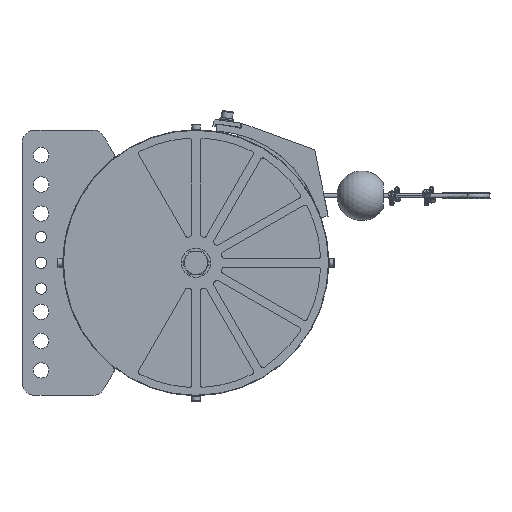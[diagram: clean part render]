
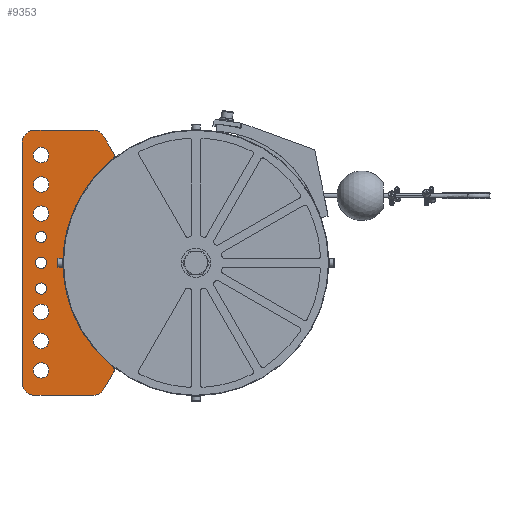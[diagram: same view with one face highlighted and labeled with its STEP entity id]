
A CAD part, left-side view. The second image highlights one B-rep face of the part: STEP entity #9353.
In plain terms, the highlighted planar face has unit normal (-1, 0, 0).
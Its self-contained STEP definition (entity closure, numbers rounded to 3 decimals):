
#483=PLANE('',#10709);
#659=FACE_BOUND('',#1757,.T.);
#660=FACE_BOUND('',#1758,.T.);
#661=FACE_BOUND('',#1759,.T.);
#662=FACE_BOUND('',#1760,.T.);
#663=FACE_BOUND('',#1761,.T.);
#664=FACE_BOUND('',#1762,.T.);
#665=FACE_BOUND('',#1763,.T.);
#666=FACE_BOUND('',#1764,.T.);
#667=FACE_BOUND('',#1765,.T.);
#1171=FACE_OUTER_BOUND('',#1756,.T.);
#1756=EDGE_LOOP('',(#7736,#7737,#7738,#7739,#7740,#7741,#7742,#7743,#7744,
#7745,#7746,#7747));
#1757=EDGE_LOOP('',(#7748));
#1758=EDGE_LOOP('',(#7749));
#1759=EDGE_LOOP('',(#7750));
#1760=EDGE_LOOP('',(#7751));
#1761=EDGE_LOOP('',(#7752));
#1762=EDGE_LOOP('',(#7753));
#1763=EDGE_LOOP('',(#7754));
#1764=EDGE_LOOP('',(#7755));
#1765=EDGE_LOOP('',(#7756));
#2347=LINE('',#16426,#2935);
#2353=LINE('',#16442,#2941);
#2359=LINE('',#16458,#2947);
#2365=LINE('',#16474,#2953);
#2371=LINE('',#16490,#2959);
#2935=VECTOR('',#12789,10.);
#2941=VECTOR('',#12807,10.);
#2947=VECTOR('',#12825,10.);
#2953=VECTOR('',#12843,10.);
#2959=VECTOR('',#12861,10.);
#3576=CIRCLE('',#10617,154.5);
#3580=CIRCLE('',#10641,5.);
#3582=CIRCLE('',#10647,15.);
#3584=CIRCLE('',#10653,15.);
#3586=CIRCLE('',#10659,15.);
#3588=CIRCLE('',#10665,15.);
#3590=CIRCLE('',#10671,5.);
#3591=CIRCLE('',#10673,9.);
#3592=CIRCLE('',#10675,9.);
#3593=CIRCLE('',#10677,9.);
#3594=CIRCLE('',#10679,9.);
#3595=CIRCLE('',#10681,9.);
#3596=CIRCLE('',#10683,9.);
#3597=CIRCLE('',#10685,6.5);
#3598=CIRCLE('',#10687,6.5);
#3599=CIRCLE('',#10689,6.5);
#4320=VERTEX_POINT('',#16100);
#4321=VERTEX_POINT('',#16102);
#4336=VERTEX_POINT('',#16416);
#4338=VERTEX_POINT('',#16424);
#4340=VERTEX_POINT('',#16432);
#4342=VERTEX_POINT('',#16440);
#4344=VERTEX_POINT('',#16448);
#4346=VERTEX_POINT('',#16456);
#4348=VERTEX_POINT('',#16464);
#4350=VERTEX_POINT('',#16472);
#4352=VERTEX_POINT('',#16480);
#4354=VERTEX_POINT('',#16488);
#4355=VERTEX_POINT('',#16496);
#4356=VERTEX_POINT('',#16500);
#4357=VERTEX_POINT('',#16504);
#4358=VERTEX_POINT('',#16508);
#4359=VERTEX_POINT('',#16512);
#4360=VERTEX_POINT('',#16516);
#4361=VERTEX_POINT('',#16520);
#4362=VERTEX_POINT('',#16524);
#4363=VERTEX_POINT('',#16528);
#5462=EDGE_CURVE('',#4320,#4321,#3576,.T.);
#5494=EDGE_CURVE('',#4320,#4336,#3580,.T.);
#5498=EDGE_CURVE('',#4336,#4338,#2347,.T.);
#5502=EDGE_CURVE('',#4338,#4340,#3582,.T.);
#5506=EDGE_CURVE('',#4340,#4342,#2353,.T.);
#5510=EDGE_CURVE('',#4342,#4344,#3584,.T.);
#5514=EDGE_CURVE('',#4344,#4346,#2359,.T.);
#5518=EDGE_CURVE('',#4346,#4348,#3586,.T.);
#5522=EDGE_CURVE('',#4348,#4350,#2365,.T.);
#5526=EDGE_CURVE('',#4350,#4352,#3588,.T.);
#5530=EDGE_CURVE('',#4352,#4354,#2371,.T.);
#5532=EDGE_CURVE('',#4354,#4321,#3590,.T.);
#5534=EDGE_CURVE('',#4355,#4355,#3591,.T.);
#5536=EDGE_CURVE('',#4356,#4356,#3592,.T.);
#5538=EDGE_CURVE('',#4357,#4357,#3593,.T.);
#5540=EDGE_CURVE('',#4358,#4358,#3594,.T.);
#5542=EDGE_CURVE('',#4359,#4359,#3595,.T.);
#5544=EDGE_CURVE('',#4360,#4360,#3596,.T.);
#5546=EDGE_CURVE('',#4361,#4361,#3597,.T.);
#5548=EDGE_CURVE('',#4362,#4362,#3598,.T.);
#5550=EDGE_CURVE('',#4363,#4363,#3599,.T.);
#7736=ORIENTED_EDGE('',*,*,#5494,.T.);
#7737=ORIENTED_EDGE('',*,*,#5498,.T.);
#7738=ORIENTED_EDGE('',*,*,#5502,.T.);
#7739=ORIENTED_EDGE('',*,*,#5506,.T.);
#7740=ORIENTED_EDGE('',*,*,#5510,.T.);
#7741=ORIENTED_EDGE('',*,*,#5514,.T.);
#7742=ORIENTED_EDGE('',*,*,#5518,.T.);
#7743=ORIENTED_EDGE('',*,*,#5522,.T.);
#7744=ORIENTED_EDGE('',*,*,#5526,.T.);
#7745=ORIENTED_EDGE('',*,*,#5530,.T.);
#7746=ORIENTED_EDGE('',*,*,#5532,.T.);
#7747=ORIENTED_EDGE('',*,*,#5462,.F.);
#7748=ORIENTED_EDGE('',*,*,#5534,.T.);
#7749=ORIENTED_EDGE('',*,*,#5536,.T.);
#7750=ORIENTED_EDGE('',*,*,#5538,.T.);
#7751=ORIENTED_EDGE('',*,*,#5540,.T.);
#7752=ORIENTED_EDGE('',*,*,#5542,.T.);
#7753=ORIENTED_EDGE('',*,*,#5544,.T.);
#7754=ORIENTED_EDGE('',*,*,#5546,.T.);
#7755=ORIENTED_EDGE('',*,*,#5548,.T.);
#7756=ORIENTED_EDGE('',*,*,#5550,.T.);
#9353=ADVANCED_FACE('',(#1171,#659,#660,#661,#662,#663,#664,#665,#666,#667),
#483,.F.);
#10617=AXIS2_PLACEMENT_3D('',#16103,#12715,#12716);
#10641=AXIS2_PLACEMENT_3D('',#16418,#12780,#12781);
#10647=AXIS2_PLACEMENT_3D('',#16434,#12798,#12799);
#10653=AXIS2_PLACEMENT_3D('',#16450,#12816,#12817);
#10659=AXIS2_PLACEMENT_3D('',#16466,#12834,#12835);
#10665=AXIS2_PLACEMENT_3D('',#16482,#12852,#12853);
#10671=AXIS2_PLACEMENT_3D('',#16494,#12868,#12869);
#10673=AXIS2_PLACEMENT_3D('',#16498,#12873,#12874);
#10675=AXIS2_PLACEMENT_3D('',#16502,#12878,#12879);
#10677=AXIS2_PLACEMENT_3D('',#16506,#12883,#12884);
#10679=AXIS2_PLACEMENT_3D('',#16510,#12888,#12889);
#10681=AXIS2_PLACEMENT_3D('',#16514,#12893,#12894);
#10683=AXIS2_PLACEMENT_3D('',#16518,#12898,#12899);
#10685=AXIS2_PLACEMENT_3D('',#16522,#12903,#12904);
#10687=AXIS2_PLACEMENT_3D('',#16526,#12908,#12909);
#10689=AXIS2_PLACEMENT_3D('',#16530,#12913,#12914);
#10709=AXIS2_PLACEMENT_3D('',#16568,#12962,#12963);
#12715=DIRECTION('center_axis',(-1.,0.,0.));
#12716=DIRECTION('ref_axis',(0.,1.,0.));
#12780=DIRECTION('center_axis',(-1.,0.,0.));
#12781=DIRECTION('ref_axis',(0.,-0.626,-0.78));
#12789=DIRECTION('',(0.,0.5,0.866));
#12798=DIRECTION('center_axis',(-1.,0.,0.));
#12799=DIRECTION('ref_axis',(0.,-0.866,0.5));
#12807=DIRECTION('',(0.,1.,0.));
#12816=DIRECTION('center_axis',(-1.,0.,0.));
#12817=DIRECTION('ref_axis',(0.,0.,1.));
#12825=DIRECTION('',(0.,0.,-1.));
#12834=DIRECTION('center_axis',(-1.,0.,0.));
#12835=DIRECTION('ref_axis',(0.,1.,0.));
#12843=DIRECTION('',(0.,-1.,0.));
#12852=DIRECTION('center_axis',(-1.,0.,0.));
#12853=DIRECTION('ref_axis',(0.,0.,-1.));
#12861=DIRECTION('',(0.,-0.5,0.866));
#12868=DIRECTION('center_axis',(-1.,0.,0.));
#12869=DIRECTION('ref_axis',(0.,-0.866,-0.5));
#12873=DIRECTION('center_axis',(1.,0.,0.));
#12874=DIRECTION('ref_axis',(0.,0.,
-1.));
#12878=DIRECTION('center_axis',(1.,0.,0.));
#12879=DIRECTION('ref_axis',(0.,0.,
-1.));
#12883=DIRECTION('center_axis',(1.,0.,0.));
#12884=DIRECTION('ref_axis',(0.,0.,
-1.));
#12888=DIRECTION('center_axis',(1.,0.,0.));
#12889=DIRECTION('ref_axis',(0.,0.,
-1.));
#12893=DIRECTION('center_axis',(1.,0.,0.));
#12894=DIRECTION('ref_axis',(0.,0.,
-1.));
#12898=DIRECTION('center_axis',(1.,0.,0.));
#12899=DIRECTION('ref_axis',(0.,0.,
-1.));
#12903=DIRECTION('center_axis',(1.,0.,0.));
#12904=DIRECTION('ref_axis',(0.,0.,
-1.));
#12908=DIRECTION('center_axis',(1.,0.,0.));
#12909=DIRECTION('ref_axis',(0.,0.,
-1.));
#12913=DIRECTION('center_axis',(1.,0.,0.));
#12914=DIRECTION('ref_axis',(0.,0.,
-1.));
#12962=DIRECTION('center_axis',(1.,0.,0.));
#12963=DIRECTION('ref_axis',(0.,0.,-1.));
#16100=CARTESIAN_POINT('',(139.,96.735,120.468));
#16102=CARTESIAN_POINT('',(139.,96.735,-120.468));
#16103=CARTESIAN_POINT('Origin',(139.,0.,0.));
#16416=CARTESIAN_POINT('',(139.,95.535,126.867));
#16418=CARTESIAN_POINT('Origin',(139.,99.866,124.367));
#16424=CARTESIAN_POINT('',(139.,106.871,146.5));
#16426=CARTESIAN_POINT('',(139.,95.535,126.867));
#16432=CARTESIAN_POINT('',(139.,119.861,154.));
#16434=CARTESIAN_POINT('Origin',(139.,119.861,139.));
#16440=CARTESIAN_POINT('',(139.,187.125,154.));
#16442=CARTESIAN_POINT('',(139.,119.861,154.));
#16448=CARTESIAN_POINT('',(139.,202.125,139.));
#16450=CARTESIAN_POINT('Origin',(139.,187.125,139.));
#16456=CARTESIAN_POINT('',(139.,202.125,-139.));
#16458=CARTESIAN_POINT('',(139.,202.125,139.));
#16464=CARTESIAN_POINT('',(139.,187.125,-154.));
#16466=CARTESIAN_POINT('Origin',(139.,187.125,-139.));
#16472=CARTESIAN_POINT('',(139.,119.861,-154.));
#16474=CARTESIAN_POINT('',(139.,187.125,-154.));
#16480=CARTESIAN_POINT('',(139.,106.871,-146.5));
#16482=CARTESIAN_POINT('Origin',(139.,119.861,-139.));
#16488=CARTESIAN_POINT('',(139.,95.535,-126.867));
#16490=CARTESIAN_POINT('',(139.,106.871,-146.5));
#16494=CARTESIAN_POINT('Origin',(139.,99.866,-124.367));
#16496=CARTESIAN_POINT('',(139.,179.9,66.));
#16498=CARTESIAN_POINT('Origin',(139.,179.9,57.));
#16500=CARTESIAN_POINT('',(139.,179.9,-48.));
#16502=CARTESIAN_POINT('Origin',(139.,179.9,-57.));
#16504=CARTESIAN_POINT('',(139.,179.9,-82.));
#16506=CARTESIAN_POINT('Origin',(139.,179.9,-91.));
#16508=CARTESIAN_POINT('',(139.,179.9,-116.));
#16510=CARTESIAN_POINT('Origin',(139.,179.9,-125.));
#16512=CARTESIAN_POINT('',(139.,179.9,134.));
#16514=CARTESIAN_POINT('Origin',(139.,179.9,125.));
#16516=CARTESIAN_POINT('',(139.,179.9,100.));
#16518=CARTESIAN_POINT('Origin',(139.,179.9,91.));
#16520=CARTESIAN_POINT('',(139.,179.9,36.5));
#16522=CARTESIAN_POINT('Origin',(139.,179.9,30.));
#16524=CARTESIAN_POINT('',(139.,179.9,6.504));
#16526=CARTESIAN_POINT('Origin',(139.,179.9,0.004));
#16528=CARTESIAN_POINT('',(139.,179.9,-23.5));
#16530=CARTESIAN_POINT('Origin',(139.,179.9,-30.));
#16568=CARTESIAN_POINT('Origin',(139.,163.3,0.));
